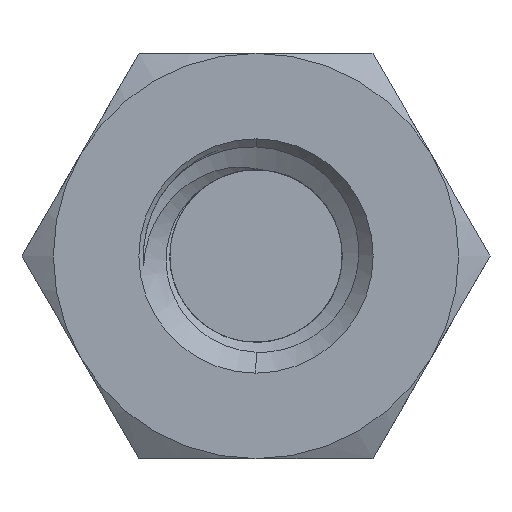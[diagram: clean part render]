
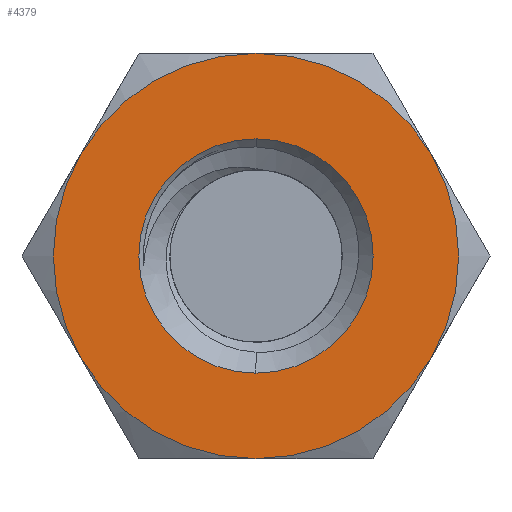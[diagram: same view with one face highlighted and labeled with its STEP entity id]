
A CAD part, left-side view. The second image highlights one B-rep face of the part: STEP entity #4379.
In plain terms, the highlighted planar face has unit normal (-1, 0, 0).
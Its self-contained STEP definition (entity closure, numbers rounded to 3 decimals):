
#174 = EDGE_LOOP ( 'NONE', ( #2356, #2428, #2378, #2328, #2402, #2347 ) ) ;
#178 = EDGE_LOOP ( 'NONE', ( #2337, #2355 ) ) ;
#369 = EDGE_CURVE ( 'NONE', #3658, #3660, #1954, .T. ) ;
#371 = EDGE_CURVE ( 'NONE', #3553, #3660, #1956, .T. ) ;
#423 = EDGE_CURVE ( 'NONE', #3663, #3656, #1986, .T. ) ;
#968 = DIRECTION ( 'NONE',  ( 0., 0., -1. ) ) ;
#969 = DIRECTION ( 'NONE',  ( 1., 0., 0. ) ) ;
#971 = PLANE ( 'NONE',  #2249 ) ;
#972 = CARTESIAN_POINT ( 'NONE',  ( -4.45, 2.598, 0. ) ) ;
#1954 = CIRCLE ( 'NONE', #2201, 2.25 ) ;
#1956 = CIRCLE ( 'NONE', #2202, 2.25 ) ;
#1986 = CIRCLE ( 'NONE', #2212, 2.25 ) ;
#1990 = CIRCLE ( 'NONE', #2213, 1.301 ) ;
#1993 = CIRCLE ( 'NONE', #2214, 2.25 ) ;
#2006 = CIRCLE ( 'NONE', #2218, 2.25 ) ;
#2009 = CIRCLE ( 'NONE', #2220, 1.301 ) ;
#2053 = CIRCLE ( 'NONE', #2224, 2.25 ) ;
#2106 = FACE_BOUND ( 'NONE', #178, .T. ) ;
#2111 = FACE_OUTER_BOUND ( 'NONE', #174, .T. ) ;
#2112 = EDGE_CURVE ( 'NONE', #3574, #3677, #1990, .T. ) ;
#2137 = EDGE_CURVE ( 'NONE', #3554, #3553, #1993, .T. ) ;
#2172 = EDGE_CURVE ( 'NONE', #3656, #3554, #2006, .T. ) ;
#2175 = EDGE_CURVE ( 'NONE', #3677, #3574, #2009, .T. ) ;
#2201 = AXIS2_PLACEMENT_3D ( 'NONE', #3108, #3183, #3182 ) ;
#2202 = AXIS2_PLACEMENT_3D ( 'NONE', #3187, #3188, #3189 ) ;
#2212 = AXIS2_PLACEMENT_3D ( 'NONE', #2855, #2856, #4647 ) ;
#2213 = AXIS2_PLACEMENT_3D ( 'NONE', #4314, #4313, #4312 ) ;
#2214 = AXIS2_PLACEMENT_3D ( 'NONE', #4319, #2767, #2720 ) ;
#2218 = AXIS2_PLACEMENT_3D ( 'NONE', #2645, #2648, #2631 ) ;
#2220 = AXIS2_PLACEMENT_3D ( 'NONE', #2540, #4495, #4497 ) ;
#2224 = AXIS2_PLACEMENT_3D ( 'NONE', #3828, #3903, #3785 ) ;
#2249 = AXIS2_PLACEMENT_3D ( 'NONE', #972, #969, #968 ) ;
#2328 = ORIENTED_EDGE ( 'NONE', *, *, #4335, .F. ) ;
#2337 = ORIENTED_EDGE ( 'NONE', *, *, #2175, .F. ) ;
#2347 = ORIENTED_EDGE ( 'NONE', *, *, #371, .F. ) ;
#2355 = ORIENTED_EDGE ( 'NONE', *, *, #2112, .F. ) ;
#2356 = ORIENTED_EDGE ( 'NONE', *, *, #2137, .F. ) ;
#2378 = ORIENTED_EDGE ( 'NONE', *, *, #423, .F. ) ;
#2402 = ORIENTED_EDGE ( 'NONE', *, *, #369, .T. ) ;
#2428 = ORIENTED_EDGE ( 'NONE', *, *, #2172, .F. ) ;
#2540 = CARTESIAN_POINT ( 'NONE',  ( -4.45, 0., 0. ) ) ;
#2631 = DIRECTION ( 'NONE',  ( 0., 0., -1. ) ) ;
#2645 = CARTESIAN_POINT ( 'NONE',  ( -4.45, 0., 0. ) ) ;
#2648 = DIRECTION ( 'NONE',  ( 1., 0., 0. ) ) ;
#2720 = DIRECTION ( 'NONE',  ( 0., 0., -1. ) ) ;
#2767 = DIRECTION ( 'NONE',  ( 1., 0., 0. ) ) ;
#2855 = CARTESIAN_POINT ( 'NONE',  ( -4.45, 0., 0. ) ) ;
#2856 = DIRECTION ( 'NONE',  ( 1., 0., 0. ) ) ;
#3108 = CARTESIAN_POINT ( 'NONE',  ( -4.45, 0., 0. ) ) ;
#3182 = DIRECTION ( 'NONE',  ( 0., 0., 1. ) ) ;
#3183 = DIRECTION ( 'NONE',  ( -1., 0., 0. ) ) ;
#3187 = CARTESIAN_POINT ( 'NONE',  ( -4.45, 0., 0. ) ) ;
#3188 = DIRECTION ( 'NONE',  ( 1., 0., 0. ) ) ;
#3189 = DIRECTION ( 'NONE',  ( 0., 0., -1. ) ) ;
#3553 = VERTEX_POINT ( 'NONE', #3836 ) ;
#3554 = VERTEX_POINT ( 'NONE', #3835 ) ;
#3574 = VERTEX_POINT ( 'NONE', #3820 ) ;
#3656 = VERTEX_POINT ( 'NONE', #3792 ) ;
#3658 = VERTEX_POINT ( 'NONE', #3974 ) ;
#3660 = VERTEX_POINT ( 'NONE', #3973 ) ;
#3663 = VERTEX_POINT ( 'NONE', #3893 ) ;
#3677 = VERTEX_POINT ( 'NONE', #3885 ) ;
#3785 = DIRECTION ( 'NONE',  ( 0., 0., -1. ) ) ;
#3792 = CARTESIAN_POINT ( 'NONE',  ( -4.45, -1.949, -1.125 ) ) ;
#3820 = CARTESIAN_POINT ( 'NONE',  ( -4.45, 0., -1.301 ) ) ;
#3828 = CARTESIAN_POINT ( 'NONE',  ( -4.45, 0., 0. ) ) ;
#3835 = CARTESIAN_POINT ( 'NONE',  ( -4.45, 0., -2.25 ) ) ;
#3836 = CARTESIAN_POINT ( 'NONE',  ( -4.45, 1.949, -1.125 ) ) ;
#3885 = CARTESIAN_POINT ( 'NONE',  ( -4.45, 0., 1.301 ) ) ;
#3893 = CARTESIAN_POINT ( 'NONE',  ( -4.45, -1.949, 1.125 ) ) ;
#3903 = DIRECTION ( 'NONE',  ( 1., 0., 0. ) ) ;
#3973 = CARTESIAN_POINT ( 'NONE',  ( -4.45, 1.949, 1.125 ) ) ;
#3974 = CARTESIAN_POINT ( 'NONE',  ( -4.45, 0., 2.25 ) ) ;
#4312 = DIRECTION ( 'NONE',  ( 0., 0., 1. ) ) ;
#4313 = DIRECTION ( 'NONE',  ( -1., 0., 0. ) ) ;
#4314 = CARTESIAN_POINT ( 'NONE',  ( -4.45, 0., 0. ) ) ;
#4319 = CARTESIAN_POINT ( 'NONE',  ( -4.45, 0., 0. ) ) ;
#4335 = EDGE_CURVE ( 'NONE', #3658, #3663, #2053, .T. ) ;
#4379 = ADVANCED_FACE ( 'NONE', ( #2106, #2111 ), #971, .F. ) ;
#4495 = DIRECTION ( 'NONE',  ( -1., 0., 0. ) ) ;
#4497 = DIRECTION ( 'NONE',  ( 0., 0., 1. ) ) ;
#4647 = DIRECTION ( 'NONE',  ( 0., 0., -1. ) ) ;
